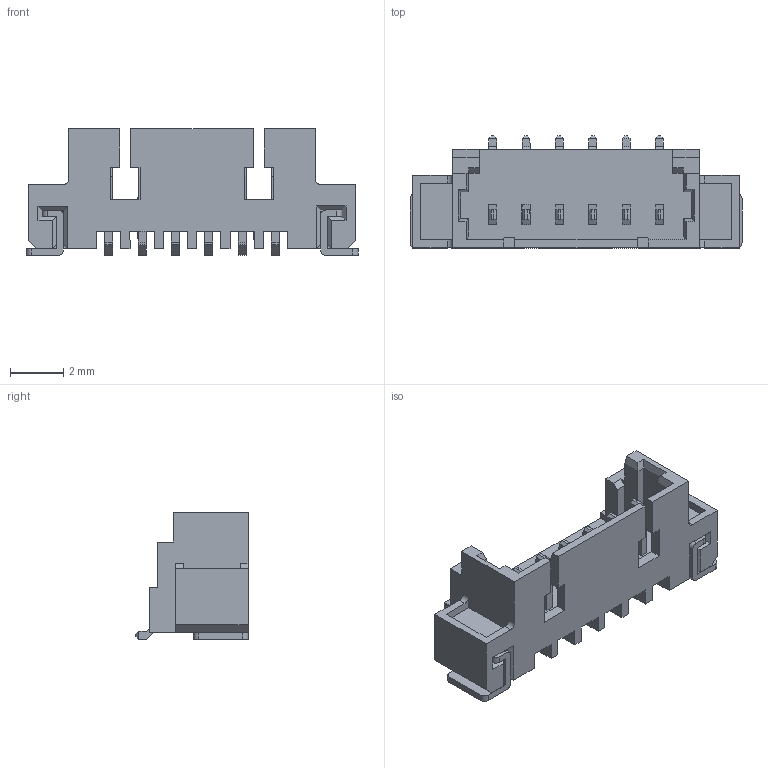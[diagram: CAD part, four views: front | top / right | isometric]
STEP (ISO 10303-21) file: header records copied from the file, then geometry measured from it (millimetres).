
FILE_DESCRIPTION(/* description */ ('Unknown'),/* implementation_level */ '2;1');
FILE_NAME(/* name */ 'J_Wurth_WR-WTB_653106124022',/* time_stamp */ '2025-06-03T13:10:04+08:00',/* author */ ('Unknown'),/* organization */ ('Unknown'),/* preprocessor_version */ 'ST-DEVELOPER v19.4',/* originating_system */ 'Solid Edge',/* authorisation */ 'Unknown');
FILE_SCHEMA (('AUTOMOTIVE_DESIGN {1 0 10303 214 3 1 1}'));
Length unit declared in the file: millimetre
Products named in the file (2): J_Wurth_WR-WTB_653106124022
Assembly tree (1 placements, depth 2):
  J_Wurth_WR-WTB_653106124022
    J_Wurth_WR-WTB_653106124022
Bounding box: 12.45 x 4.21 x 4.75 mm (x, y, z)
Volume: 77.8 mm3; surface area: 368.8 mm2
Topology: 9 solids, 9 shells, 345 faces, 935 edges, 608 vertices
Faces by surface type: plane 329, cylinder 16
Entity records: 10707 total; most frequent: CARTESIAN_POINT 1890, ORIENTED_EDGE 1870, DIRECTION 1661, EDGE_CURVE 935, LINE 903, VECTOR 903, VERTEX_POINT 608, AXIS2_PLACEMENT_3D 379
